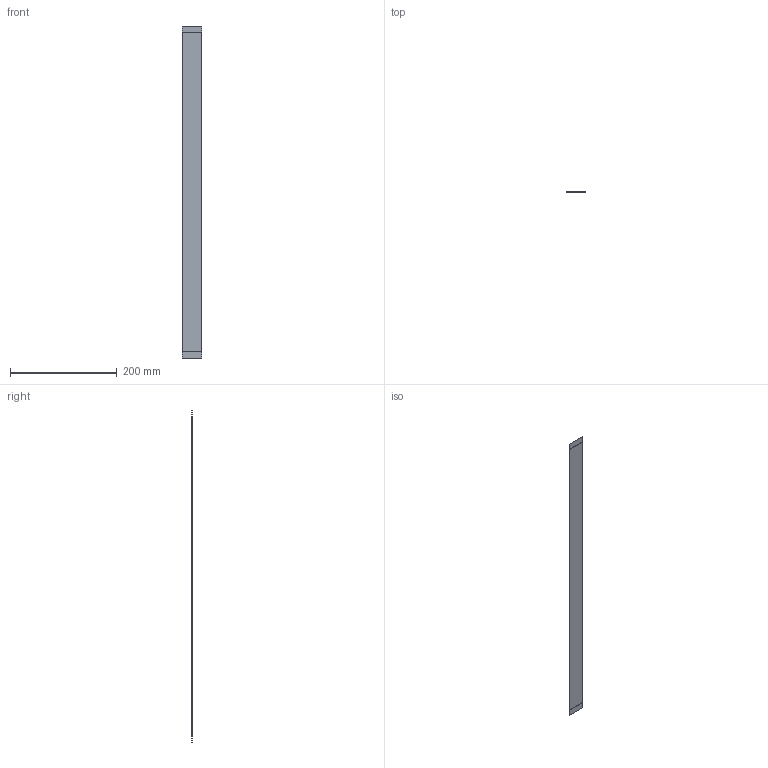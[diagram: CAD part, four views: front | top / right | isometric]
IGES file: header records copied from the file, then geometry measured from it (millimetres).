
Start section:  PTC IGES file: 192441.igs
Global section: file name: 192441.igs; native system: Creo Parametric by Parametric Technology Corporation; preprocessor: 2013230; author: pdmadmin; organization: Unknown; date: 20151223.105813; units: millimetre
Bounding box: 35.78 x 0.25 x 621.4 mm (x, y, z)
Volume: 3699.7 mm3; surface area: 168800.1 mm2
Topology: 1 solids, 1 shells, 12 faces, 48 edges, 56 vertices
Faces by surface type: bspline 12
